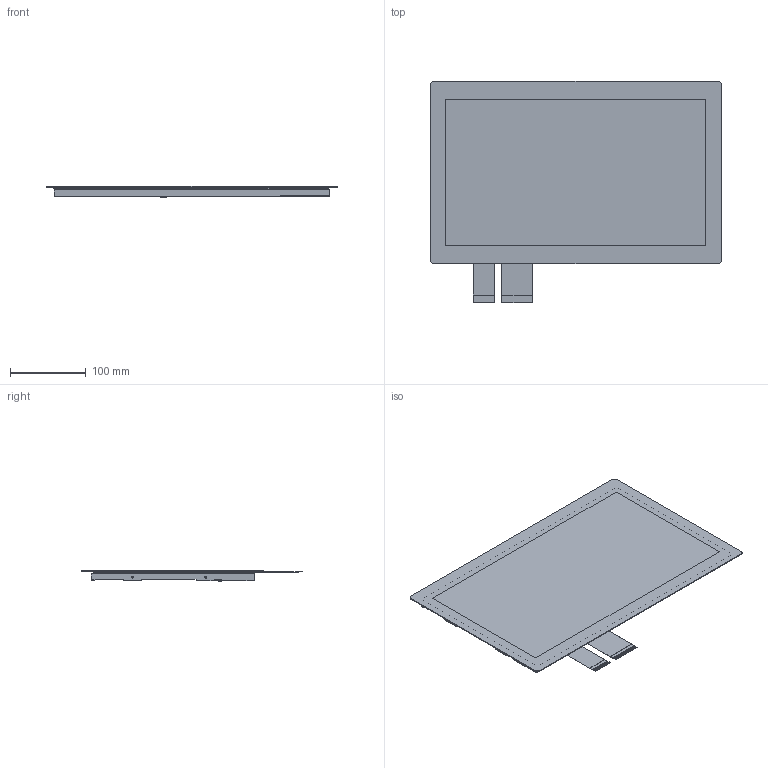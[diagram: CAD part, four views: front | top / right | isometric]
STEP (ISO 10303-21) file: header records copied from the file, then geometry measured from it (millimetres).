
FILE_DESCRIPTION(/* description */ (''),/* implementation_level */ '2;1');
FILE_NAME(/* name */ 'HP_TK-SPA156HD-01.stp',/* time_stamp */ '2023-09-15T14:28:37+09:00',/* author */ ('KIKOU-CAD2'),/* organization */ (''),/* preprocessor_version */ 'ST-DEVELOPER v18.1',/* originating_system */ 'Autodesk Inventor 2020',/* authorisation */ '');
FILE_SCHEMA (('AUTOMOTIVE_DESIGN { 1 0 10303 214 3 1 1 }'));
Products named in the file (1): HP_TK-SPA156HD-01
Bounding box: 386.2 x 292.8 x 15.19 mm (x, y, z)
Volume: 896429.2 mm3; surface area: 358578.6 mm2
Topology: 1 solids, 2 shells, 2719 faces, 7898 edges, 5215 vertices
Faces by surface type: plane 2325, cylinder 362, bspline 24, torus 8
Full cylindrical faces by diameter (mm): 2.459 x4
Entity records: 88763 total; most frequent: CARTESIAN_POINT 16174, ORIENTED_EDGE 15796, DIRECTION 14009, EDGE_CURVE 7898, LINE 7099, VECTOR 7099, VERTEX_POINT 5215, AXIS2_PLACEMENT_3D 3455
